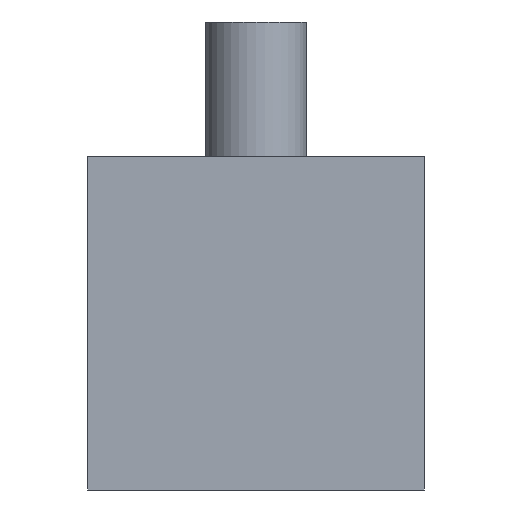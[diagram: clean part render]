
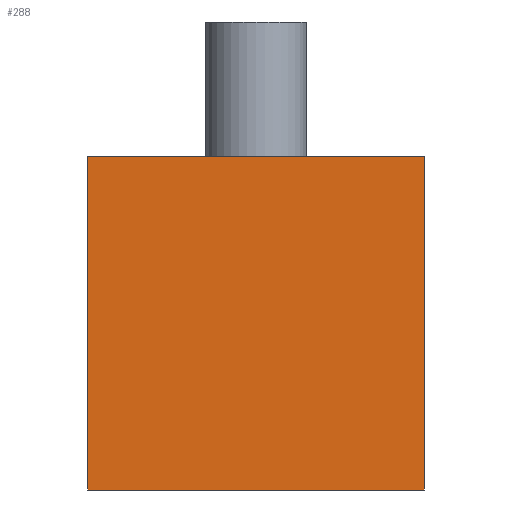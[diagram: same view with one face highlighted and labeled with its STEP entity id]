
A CAD part, left-side view. The second image highlights one B-rep face of the part: STEP entity #288.
In plain terms, the highlighted planar face has unit normal (-1, 0, 0).
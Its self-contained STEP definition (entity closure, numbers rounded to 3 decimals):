
#30=PLANE('',#328);
#48=FACE_OUTER_BOUND('',#66,.T.);
#66=EDGE_LOOP('',(#253,#254,#255,#256));
#81=LINE('',#454,#109);
#92=LINE('',#475,#120);
#99=LINE('',#487,#127);
#100=LINE('',#489,#128);
#109=VECTOR('',#377,10.);
#120=VECTOR('',#394,10.);
#127=VECTOR('',#405,10.);
#128=VECTOR('',#408,10.);
#149=VERTEX_POINT('',#452);
#150=VERTEX_POINT('',#453);
#157=VERTEX_POINT('',#474);
#160=VERTEX_POINT('',#485);
#177=EDGE_CURVE('',#149,#150,#81,.T.);
#188=EDGE_CURVE('',#157,#150,#92,.T.);
#195=EDGE_CURVE('',#149,#160,#99,.T.);
#196=EDGE_CURVE('',#157,#160,#100,.T.);
#253=ORIENTED_EDGE('',*,*,#195,.T.);
#254=ORIENTED_EDGE('',*,*,#196,.F.);
#255=ORIENTED_EDGE('',*,*,#188,.T.);
#256=ORIENTED_EDGE('',*,*,#177,.F.);
#288=ADVANCED_FACE('',(#48),#30,.T.);
#328=AXIS2_PLACEMENT_3D('',#488,#406,#407);
#377=DIRECTION('',(0.,1.,0.));
#394=DIRECTION('',(0.,0.,-1.));
#405=DIRECTION('',(0.,0.,1.));
#406=DIRECTION('center_axis',(-1.,0.,0.));
#407=DIRECTION('ref_axis',(0.,-1.,0.));
#408=DIRECTION('',(0.,-1.,0.));
#452=CARTESIAN_POINT('',(0.,0.,-3.));
#453=CARTESIAN_POINT('',(0.,10.,-3.));
#454=CARTESIAN_POINT('',(0.,0.,-3.));
#474=CARTESIAN_POINT('',(0.,10.,6.9));
#475=CARTESIAN_POINT('',(0.,10.,0.));
#485=CARTESIAN_POINT('',(0.,0.,6.9));
#487=CARTESIAN_POINT('',(0.,0.,0.));
#488=CARTESIAN_POINT('Origin',(0.,10.,0.));
#489=CARTESIAN_POINT('',(0.,10.,6.9));
